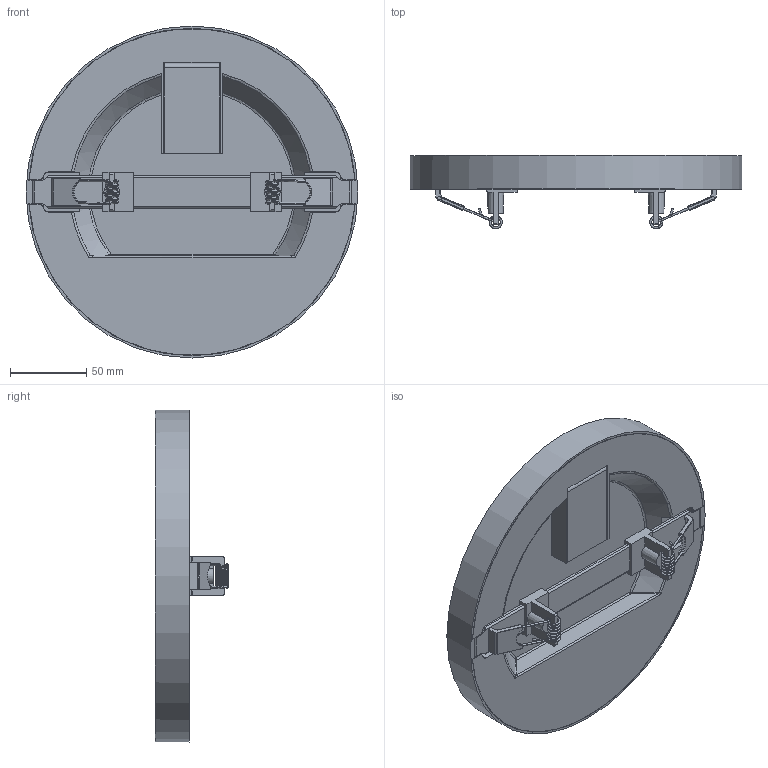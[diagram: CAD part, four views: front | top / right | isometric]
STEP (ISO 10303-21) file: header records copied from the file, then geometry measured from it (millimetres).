
FILE_DESCRIPTION (( 'STEP AP214' ), '1' );
FILE_NAME ('AC71514.STEP', '2025-05-27T08:17:52', ( '' ), ( '' ), 'SwSTEP 2.0', 'SolidWorks 2024', '' );
FILE_SCHEMA (( 'AUTOMOTIVE_DESIGN' ));
Length unit declared in the file: millimetre
Products named in the file (1): AC71514
Bounding box: 217.11 x 47.8 x 217.11 mm (x, y, z)
Volume: 153481 mm3; surface area: 231047.4 mm2
Topology: 11 solids, 11 shells, 579 faces, 1576 edges, 1011 vertices
Faces by surface type: plane 278, cylinder 144, bspline 62, torus 50, cone 41, sphere 4
Entity records: 25701 total; most frequent: CARTESIAN_POINT 11887, ORIENTED_EDGE 3126, DIRECTION 2504, EDGE_CURVE 1563, VERTEX_POINT 1005, AXIS2_PLACEMENT_3D 845, VECTOR 814, LINE 814
